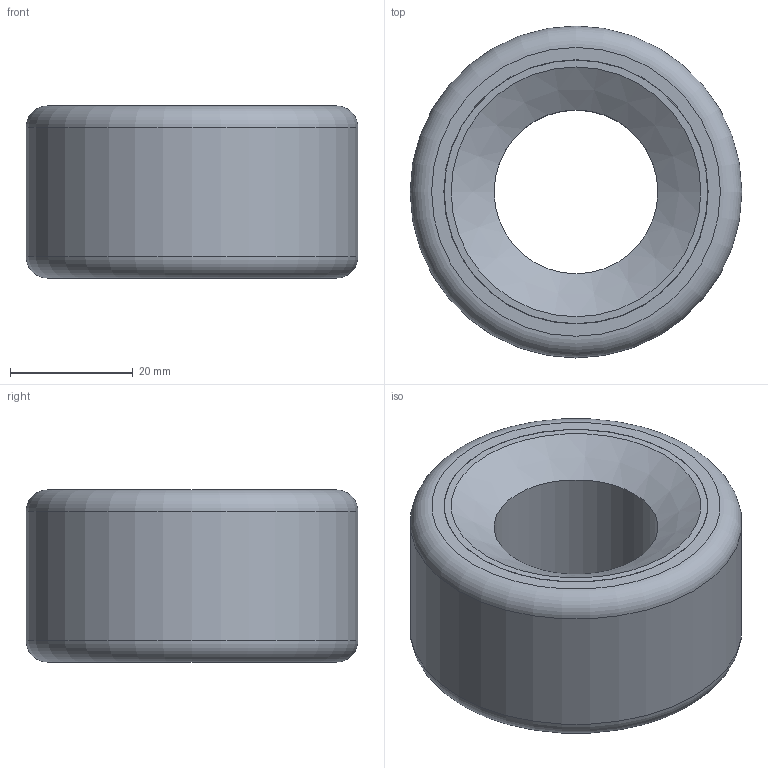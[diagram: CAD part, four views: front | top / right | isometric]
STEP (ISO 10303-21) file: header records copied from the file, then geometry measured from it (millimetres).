
FILE_DESCRIPTION(/* description */ (''),/* implementation_level */ '2;1');
FILE_NAME(/* name */ 'Rolle MK2 V2.step',/* time_stamp */ '2024-09-26T22:30:19+02:00',/* author */ (''),/* organization */ (''),/* preprocessor_version */ 'ST-DEVELOPER v20',/* originating_system */ 'Autodesk Translation Framework v13.20.0.188',/* authorisation */ '');
FILE_SCHEMA (('AUTOMOTIVE_DESIGN { 1 0 10303 214 3 1 1 }'));
Length unit declared in the file: millimetre
Products named in the file (1): Rolle MK2 V2
Bounding box: 54 x 54 x 28 mm (x, y, z)
Volume: 44525.6 mm3; surface area: 17121 mm2
Topology: 2 solids, 2 shells, 12 faces, 20 edges, 12 vertices
Faces by surface type: plane 4, cylinder 4, cone 2, torus 2
Full cylindrical faces by diameter (mm): 26.65 x1, 42.9 x1, 43 x1, 54 x1
Entity records: 329 total; most frequent: DIRECTION 60, CARTESIAN_POINT 45, ORIENTED_EDGE 40, AXIS2_PLACEMENT_3D 27, EDGE_CURVE 20, EDGE_LOOP 16, CIRCLE 14, FACE_OUTER_BOUND 12
